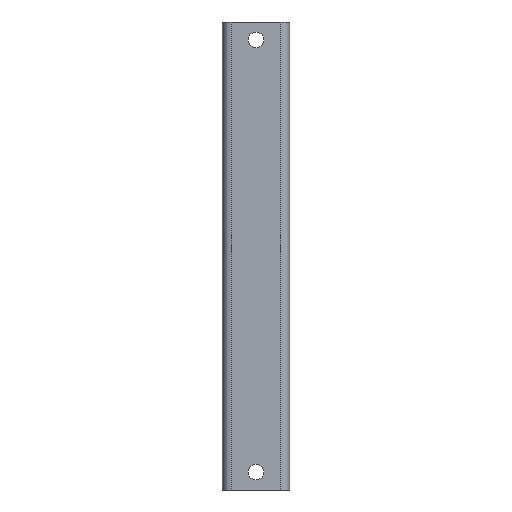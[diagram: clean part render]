
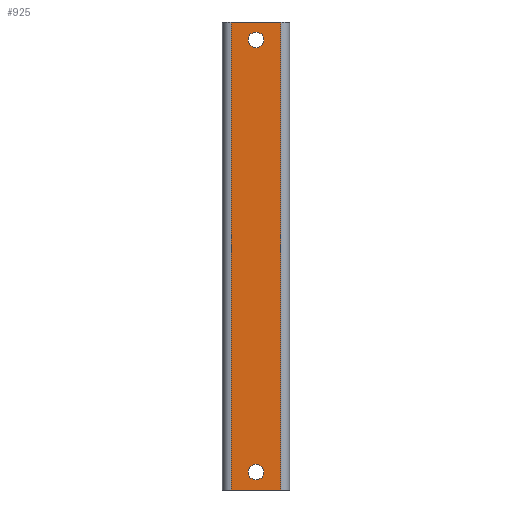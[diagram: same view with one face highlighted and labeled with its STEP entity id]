
A CAD part, front view. The second image highlights one B-rep face of the part: STEP entity #925.
In plain terms, the highlighted planar face has unit normal (0, -1, 0).
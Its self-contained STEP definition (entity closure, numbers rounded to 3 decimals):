
#179=DIRECTION('',(1.,0.,0.));
#180=VECTOR('',#179,22.);
#181=CARTESIAN_POINT('',(-11.,0.,104.5));
#182=LINE('',#181,#180);
#183=DIRECTION('',(0.,0.,1.));
#184=VECTOR('',#183,209.);
#185=CARTESIAN_POINT('',(11.,0.,-104.5));
#186=LINE('',#185,#184);
#187=DIRECTION('',(-1.,0.,0.));
#188=VECTOR('',#187,22.);
#189=CARTESIAN_POINT('',(11.,0.,-104.5));
#190=LINE('',#189,#188);
#191=DIRECTION('',(0.,0.,1.));
#192=VECTOR('',#191,209.);
#193=CARTESIAN_POINT('',(-11.,0.,-104.5));
#194=LINE('',#193,#192);
#195=CARTESIAN_POINT('',(0.,0.,-96.5));
#196=DIRECTION('',(0.,1.,0.));
#197=DIRECTION('',(0.,0.,-1.));
#198=AXIS2_PLACEMENT_3D('',#195,#196,#197);
#200=CARTESIAN_POINT('',(0.,0.,-96.5));
#201=DIRECTION('',(0.,1.,0.));
#202=DIRECTION('',(0.,0.,1.));
#203=AXIS2_PLACEMENT_3D('',#200,#201,#202);
#205=CARTESIAN_POINT('',(0.,0.,96.5));
#206=DIRECTION('',(0.,1.,0.));
#207=DIRECTION('',(0.,0.,-1.));
#208=AXIS2_PLACEMENT_3D('',#205,#206,#207);
#210=CARTESIAN_POINT('',(0.,0.,96.5));
#211=DIRECTION('',(0.,1.,0.));
#212=DIRECTION('',(0.,0.,1.));
#213=AXIS2_PLACEMENT_3D('',#210,#211,#212);
#647=CARTESIAN_POINT('',(-11.,0.,-104.5));
#648=VERTEX_POINT('',#647);
#679=CARTESIAN_POINT('',(-11.,0.,104.5));
#680=VERTEX_POINT('',#679);
#730=CARTESIAN_POINT('',(11.,0.,-104.5));
#732=VERTEX_POINT('',#730);
#754=CARTESIAN_POINT('',(11.,0.,104.5));
#756=VERTEX_POINT('',#754);
#797=CARTESIAN_POINT('',(0.,0.,-100.));
#798=CARTESIAN_POINT('',(0.,0.,-93.));
#799=VERTEX_POINT('',#797);
#800=VERTEX_POINT('',#798);
#801=CARTESIAN_POINT('',(0.,0.,93.));
#802=CARTESIAN_POINT('',(0.,0.,100.));
#803=VERTEX_POINT('',#801);
#804=VERTEX_POINT('',#802);
#899=CARTESIAN_POINT('',(-11.,0.,-104.5));
#900=DIRECTION('',(0.,-1.,0.));
#901=DIRECTION('',(1.,0.,0.));
#902=AXIS2_PLACEMENT_3D('',#899,#900,#901);
#903=PLANE('',#902);
#905=ORIENTED_EDGE('',*,*,#904,.T.);
#907=ORIENTED_EDGE('',*,*,#906,.F.);
#908=ORIENTED_EDGE('',*,*,#810,.T.);
#910=ORIENTED_EDGE('',*,*,#909,.T.);
#911=EDGE_LOOP('',(#905,#907,#908,#910));
#912=FACE_OUTER_BOUND('',#911,.F.);
#914=ORIENTED_EDGE('',*,*,#913,.F.);
#916=ORIENTED_EDGE('',*,*,#915,.F.);
#917=EDGE_LOOP('',(#914,#916));
#918=FACE_BOUND('',#917,.F.);
#920=ORIENTED_EDGE('',*,*,#919,.F.);
#922=ORIENTED_EDGE('',*,*,#921,.F.);
#923=EDGE_LOOP('',(#920,#922));
#924=FACE_BOUND('',#923,.F.);
#925=ADVANCED_FACE('',(#912,#918,#924),#903,.T.);
#199=CIRCLE('',#198,3.5);
#204=CIRCLE('',#203,3.5);
#209=CIRCLE('',#208,3.5);
#214=CIRCLE('',#213,3.5);
#810=EDGE_CURVE('',#732,#648,#190,.T.);
#904=EDGE_CURVE('',#680,#756,#182,.T.);
#906=EDGE_CURVE('',#732,#756,#186,.T.);
#909=EDGE_CURVE('',#648,#680,#194,.T.);
#913=EDGE_CURVE('',#799,#800,#199,.T.);
#915=EDGE_CURVE('',#800,#799,#204,.T.);
#919=EDGE_CURVE('',#803,#804,#209,.T.);
#921=EDGE_CURVE('',#804,#803,#214,.T.);
